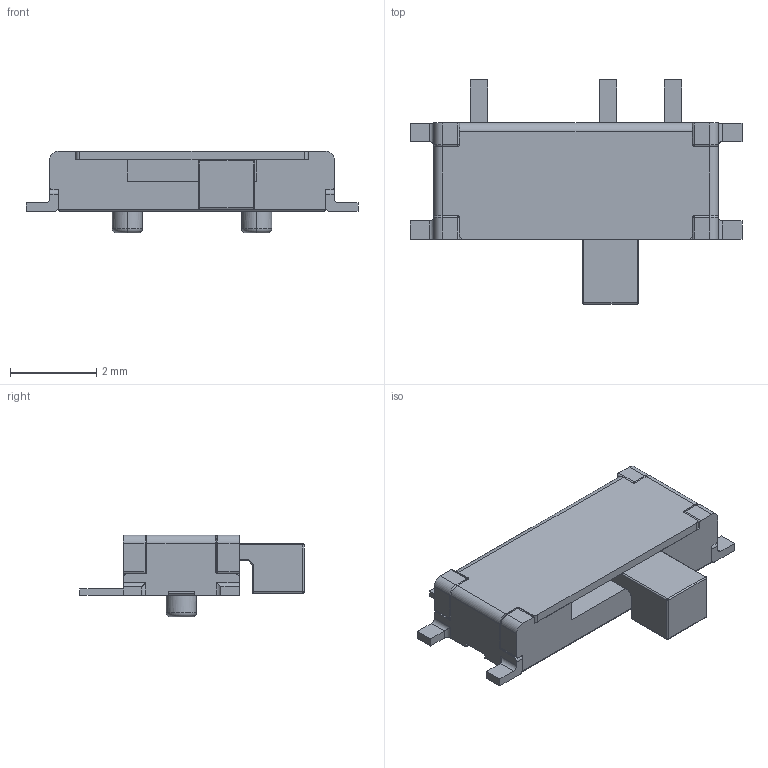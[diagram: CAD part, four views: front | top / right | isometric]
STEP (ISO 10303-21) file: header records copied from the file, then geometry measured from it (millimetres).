
FILE_DESCRIPTION(('FreeCAD Model'),'2;1');
FILE_NAME('Open CASCADE Shape Model','2022-03-08T19:41:10',(''),(''), 'Open CASCADE STEP processor 7.5','FreeCAD','Unknown');
FILE_SCHEMA(('AUTOMOTIVE_DESIGN { 1 0 10303 214 1 1 1 1 }'));
Length unit declared in the file: millimetre
Products named in the file (9): U1; SW-SMD_MK-12C02-G025; COMPOUND006; COMPOUND001; COMPOUND002; COMPOUND003; COMPOUND004; COMPOUND005; SOLID
Assembly tree (8 placements, depth 4):
  U1
    SW-SMD_MK-12C02-G025
      COMPOUND006
        COMPOUND001
        COMPOUND002
        COMPOUND003
        COMPOUND004
        COMPOUND005
      SOLID
Bounding box: 7.7 x 5.2 x 1.9 mm (x, y, z)
Volume: 26.5 mm3; surface area: 131.2 mm2
Topology: 6 solids, 6 shells, 336 faces, 872 edges, 550 vertices
Faces by surface type: plane 199, cylinder 99, bspline 18, torus 12, sphere 4, revolution 4
Entity records: 25817 total; most frequent: CARTESIAN_POINT 7291, DIRECTION 3144, LINE 2094, VECTOR 2094, ORIENTED_EDGE 1728, PCURVE 1728, DEFINITIONAL_REPRESENTATION 1728, EDGE_CURVE 864
